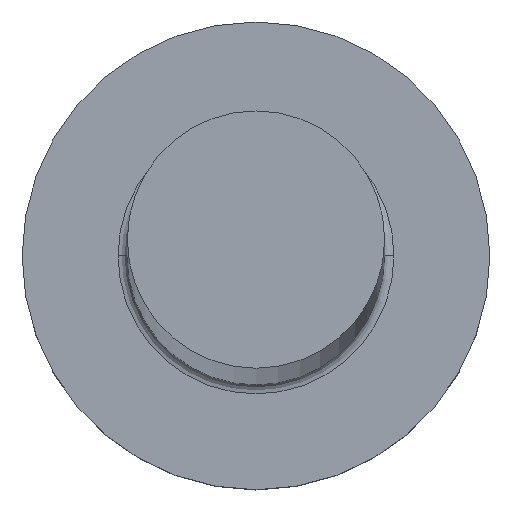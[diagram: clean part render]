
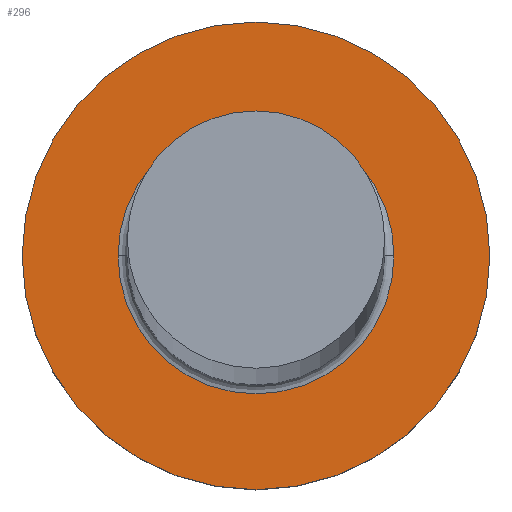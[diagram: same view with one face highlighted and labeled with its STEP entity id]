
A CAD part, top view. The second image highlights one B-rep face of the part: STEP entity #296.
In plain terms, the highlighted planar face has unit normal (0, 0, 1).
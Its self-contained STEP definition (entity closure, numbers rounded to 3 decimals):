
#2 = DIRECTION ( 'NONE',  ( 1., 0., 0. ) ) ;
#3 = EDGE_LOOP ( 'NONE', ( #146, #211 ) ) ;
#6 = CIRCLE ( 'NONE', #23, 2.95 ) ;
#8 = CARTESIAN_POINT ( 'NONE',  ( 5., 0., 3. ) ) ;
#23 = AXIS2_PLACEMENT_3D ( 'NONE', #244, #218, #2 ) ;
#26 = ORIENTED_EDGE ( 'NONE', *, *, #282, .T. ) ;
#32 = FACE_OUTER_BOUND ( 'NONE', #3, .T. ) ;
#33 = CARTESIAN_POINT ( 'NONE',  ( 0., 0., 3. ) ) ;
#48 = CARTESIAN_POINT ( 'NONE',  ( -5., 0., 3. ) ) ;
#61 = CARTESIAN_POINT ( 'NONE',  ( 0., 0., 3. ) ) ;
#71 = EDGE_CURVE ( 'NONE', #222, #87, #157, .T. ) ;
#81 = AXIS2_PLACEMENT_3D ( 'NONE', #284, #263, #210 ) ;
#87 = VERTEX_POINT ( 'NONE', #8 ) ;
#100 = EDGE_CURVE ( 'NONE', #267, #306, #181, .T. ) ;
#122 = AXIS2_PLACEMENT_3D ( 'NONE', #207, #159, #227 ) ;
#130 = DIRECTION ( 'NONE',  ( 0., 0., 1. ) ) ;
#143 = DIRECTION ( 'NONE',  ( 0., 0., -1. ) ) ;
#146 = ORIENTED_EDGE ( 'NONE', *, *, #71, .T. ) ;
#150 = AXIS2_PLACEMENT_3D ( 'NONE', #61, #143, #189 ) ;
#157 = CIRCLE ( 'NONE', #232, 5. ) ;
#159 = DIRECTION ( 'NONE',  ( 0., 0., 1. ) ) ;
#171 = EDGE_CURVE ( 'NONE', #87, #222, #220, .T. ) ;
#181 = CIRCLE ( 'NONE', #150, 2.95 ) ;
#189 = DIRECTION ( 'NONE',  ( 1., 0., 0. ) ) ;
#207 = CARTESIAN_POINT ( 'NONE',  ( 0., 0., 3. ) ) ;
#210 = DIRECTION ( 'NONE',  ( 1., 0., 0. ) ) ;
#211 = ORIENTED_EDGE ( 'NONE', *, *, #171, .T. ) ;
#218 = DIRECTION ( 'NONE',  ( 0., 0., -1. ) ) ;
#220 = CIRCLE ( 'NONE', #81, 5. ) ;
#222 = VERTEX_POINT ( 'NONE', #48 ) ;
#224 = FACE_BOUND ( 'NONE', #257, .T. ) ;
#227 = DIRECTION ( 'NONE',  ( 1., 0., 0. ) ) ;
#229 = ORIENTED_EDGE ( 'NONE', *, *, #100, .T. ) ;
#230 = PLANE ( 'NONE',  #122 ) ;
#232 = AXIS2_PLACEMENT_3D ( 'NONE', #33, #130, #293 ) ;
#244 = CARTESIAN_POINT ( 'NONE',  ( 0., 0., 3. ) ) ;
#247 = CARTESIAN_POINT ( 'NONE',  ( 2.95, 0., 3. ) ) ;
#257 = EDGE_LOOP ( 'NONE', ( #229, #26 ) ) ;
#263 = DIRECTION ( 'NONE',  ( 0., 0., 1. ) ) ;
#267 = VERTEX_POINT ( 'NONE', #247 ) ;
#282 = EDGE_CURVE ( 'NONE', #306, #267, #6, .T. ) ;
#284 = CARTESIAN_POINT ( 'NONE',  ( 0., 0., 3. ) ) ;
#293 = DIRECTION ( 'NONE',  ( 1., 0., 0. ) ) ;
#295 = CARTESIAN_POINT ( 'NONE',  ( -2.95, 0., 3. ) ) ;
#296 = ADVANCED_FACE ( 'NONE', ( #224, #32 ), #230, .T. ) ;
#306 = VERTEX_POINT ( 'NONE', #295 ) ;
